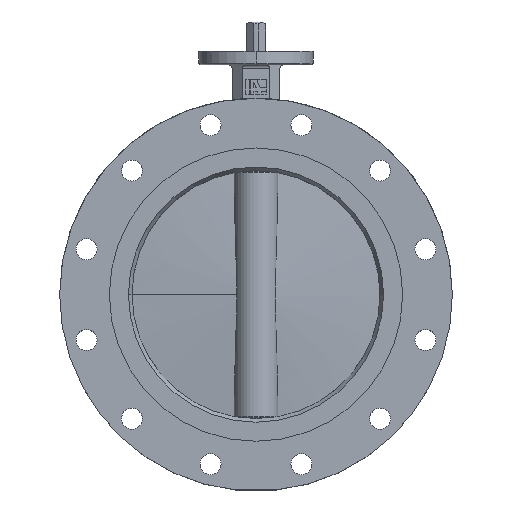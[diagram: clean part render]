
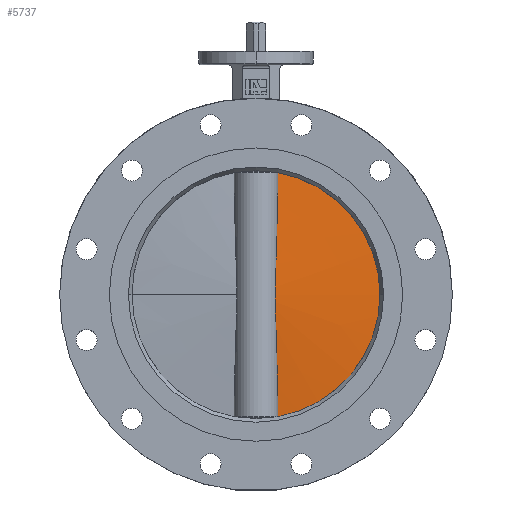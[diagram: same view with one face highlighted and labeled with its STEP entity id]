
A CAD part, top view. The second image highlights one B-rep face of the part: STEP entity #5737.
In plain terms, the highlighted conical face has half-angle 85.605 degrees and reference radius 169.153 mm.
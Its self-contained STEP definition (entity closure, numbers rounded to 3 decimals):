
#109 = AXIS2_PLACEMENT_3D ( 'NONE', #4102, #4103, #4101 ) ;
#205 = CARTESIAN_POINT ( 'NONE',  ( -4.069, 0., 0. ) ) ;
#206 = DIRECTION ( 'NONE',  ( -1., 0., 0. ) ) ;
#207 = DIRECTION ( 'NONE',  ( 0., 0., 1. ) ) ;
#349 = CARTESIAN_POINT ( 'NONE',  ( -4.069, -165.602, 29.723 ) ) ;
#350 = CARTESIAN_POINT ( 'NONE',  ( -5.115, -151.806, 29.58 ) ) ;
#354 = CARTESIAN_POINT ( 'NONE',  ( -6.158, -138.01, 29.381 ) ) ;
#355 = CARTESIAN_POINT ( 'NONE',  ( -8.231, -110.419, 28.868 ) ) ;
#356 = CARTESIAN_POINT ( 'NONE',  ( -9.263, -96.625, 28.555 ) ) ;
#357 = CARTESIAN_POINT ( 'NONE',  ( -10.782, -75.934, 28.001 ) ) ;
#358 = CARTESIAN_POINT ( 'NONE',  ( -11.284, -69.037, 27.802 ) ) ;
#359 = CARTESIAN_POINT ( 'NONE',  ( -12.266, -55.242, 27.383 ) ) ;
#360 = CARTESIAN_POINT ( 'NONE',  ( -12.747, -48.344, 27.162 ) ) ;
#361 = CARTESIAN_POINT ( 'NONE',  ( -13.428, -37.995, 26.828 ) ) ;
#362 = CARTESIAN_POINT ( 'NONE',  ( -13.648, -34.545, 26.717 ) ) ;
#363 = CARTESIAN_POINT ( 'NONE',  ( -14.062, -27.642, 26.501 ) ) ;
#364 = CARTESIAN_POINT ( 'NONE',  ( -14.256, -24.19, 26.397 ) ) ;
#365 = CARTESIAN_POINT ( 'NONE',  ( -14.596, -17.281, 26.211 ) ) ;
#366 = CARTESIAN_POINT ( 'NONE',  ( -14.741, -13.825, 26.129 ) ) ;
#367 = CARTESIAN_POINT ( 'NONE',  ( -14.946, -6.912, 26.012 ) ) ;
#368 = CARTESIAN_POINT ( 'NONE',  ( -15.003, -3.456, 25.979 ) ) ;
#369 = CARTESIAN_POINT ( 'NONE',  ( -15.003, 3.458, 25.979 ) ) ;
#370 = CARTESIAN_POINT ( 'NONE',  ( -14.946, 6.914, 26.012 ) ) ;
#371 = CARTESIAN_POINT ( 'NONE',  ( -14.741, 13.828, 26.129 ) ) ;
#372 = CARTESIAN_POINT ( 'NONE',  ( -14.596, 17.286, 26.211 ) ) ;
#373 = CARTESIAN_POINT ( 'NONE',  ( -14.256, 24.194, 26.397 ) ) ;
#374 = CARTESIAN_POINT ( 'NONE',  ( -14.061, 27.646, 26.502 ) ) ;
#375 = CARTESIAN_POINT ( 'NONE',  ( -13.648, 34.548, 26.717 ) ) ;
#376 = CARTESIAN_POINT ( 'NONE',  ( -13.428, 37.999, 26.828 ) ) ;
#377 = CARTESIAN_POINT ( 'NONE',  ( -12.747, 48.348, 27.162 ) ) ;
#378 = CARTESIAN_POINT ( 'NONE',  ( -12.265, 55.245, 27.383 ) ) ;
#379 = CARTESIAN_POINT ( 'NONE',  ( -11.283, 69.04, 27.802 ) ) ;
#380 = CARTESIAN_POINT ( 'NONE',  ( -10.782, 75.937, 28.001 ) ) ;
#381 = CARTESIAN_POINT ( 'NONE',  ( -9.263, 96.627, 28.555 ) ) ;
#382 = CARTESIAN_POINT ( 'NONE',  ( -8.231, 110.421, 28.868 ) ) ;
#383 = CARTESIAN_POINT ( 'NONE',  ( -6.158, 138.01, 29.381 ) ) ;
#384 = CARTESIAN_POINT ( 'NONE',  ( -5.115, 151.806, 29.58 ) ) ;
#385 = CARTESIAN_POINT ( 'NONE',  ( -4.069, 165.602, 29.723 ) ) ;
#388 = CARTESIAN_POINT ( 'NONE',  ( -4.069, 0., 0. ) ) ;
#389 = DIRECTION ( 'NONE',  ( -1., 0., 0. ) ) ;
#390 = DIRECTION ( 'NONE',  ( 0., 0., 1. ) ) ;
#921 = AXIS2_PLACEMENT_3D ( 'NONE', #205, #206, #207 ) ;
#937 = AXIS2_PLACEMENT_3D ( 'NONE', #388, #389, #390 ) ;
#1661 = EDGE_LOOP ( 'NONE', ( #2143, #2163, #2161 ) ) ;
#1872 = VERTEX_POINT ( 'NONE', #6149 ) ;
#1886 = VERTEX_POINT ( 'NONE', #6163 ) ;
#1887 = VERTEX_POINT ( 'NONE', #6164 ) ;
#2143 = ORIENTED_EDGE ( 'NONE', *, *, #3322, .F. ) ;
#2161 = ORIENTED_EDGE ( 'NONE', *, *, #3323, .T. ) ;
#2163 = ORIENTED_EDGE ( 'NONE', *, *, #3276, .T. ) ;
#3276 = EDGE_CURVE ( 'NONE', #1887, #1886, #3406, .T. ) ;
#3322 = EDGE_CURVE ( 'NONE', #1887, #1872, #6050, .T. ) ;
#3323 = EDGE_CURVE ( 'NONE', #1886, #1872, #3476, .T. ) ;
#3406 = CIRCLE ( 'NONE', #921, 168.249 ) ;
#3476 = CIRCLE ( 'NONE', #937, 168.249 ) ;
#3762 = FACE_OUTER_BOUND ( 'NONE', #1661, .T. ) ;
#3793 = CONICAL_SURFACE ( 'NONE', #109, 169.153, 1.494 ) ;
#4101 = DIRECTION ( 'NONE',  ( 0., 0., -1. ) ) ;
#4102 = CARTESIAN_POINT ( 'NONE',  ( -4., 0., 0. ) ) ;
#4103 = DIRECTION ( 'NONE',  ( 1., 0., 0. ) ) ;
#5737 = ADVANCED_FACE ( 'NONE', ( #3762 ), #3793, .T. ) ;
#6050 = B_SPLINE_CURVE_WITH_KNOTS ( 'NONE', 3,
 ( #349, #350, #354, #355, #356, #357, #358, #359, #360, #361, #362, #363, #364, #365, #366, #367, #368, #369, #370, #371, #372, #373, #374, #375, #376, #377, #378, #379, #380, #381, #382, #383, #384, #385 ),
 .UNSPECIFIED., .F., .F.,
 ( 4, 2, 2, 2, 2, 2, 2, 2, 2, 2, 2, 2, 2, 2, 2, 2, 4 ),
 ( -0.149, -0.108, -0.066, -0.046, -0.025, -0.014, -0.004, 0.006, 0.017, 0.027, 0.037, 0.048, 0.058, 0.079, 0.1, 0.141, 0.183 ),
 .UNSPECIFIED. ) ;
#6149 = CARTESIAN_POINT ( 'NONE',  ( -4.069, 165.602, 29.723 ) ) ;
#6163 = CARTESIAN_POINT ( 'NONE',  ( -4.069, 0., 168.249 ) ) ;
#6164 = CARTESIAN_POINT ( 'NONE',  ( -4.069, -165.602, 29.723 ) ) ;
